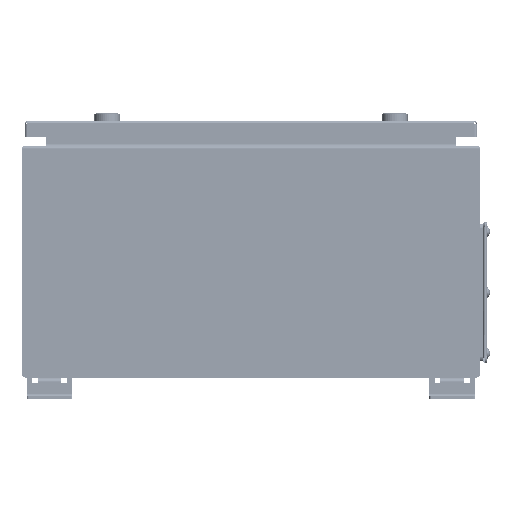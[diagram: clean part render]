
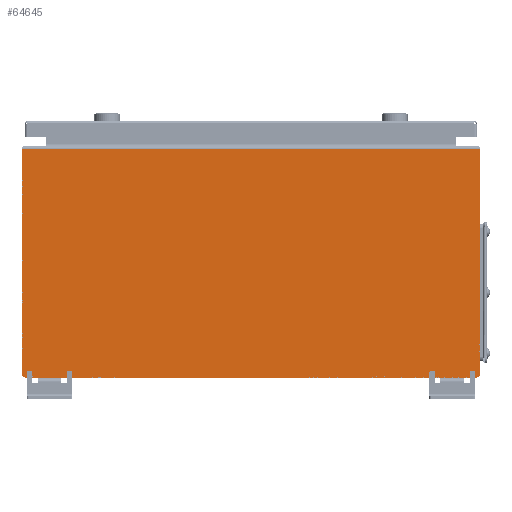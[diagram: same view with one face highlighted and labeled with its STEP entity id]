
A CAD part, left-side view. The second image highlights one B-rep face of the part: STEP entity #64645.
In plain terms, the highlighted planar face has unit normal (-1, 0, 0).
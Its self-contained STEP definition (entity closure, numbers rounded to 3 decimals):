
#531 = CARTESIAN_POINT ( 'NONE',  ( -1.5, -250., 126.5 ) ) ;
#3407 = CARTESIAN_POINT ( 'NONE',  ( -1.5, -247., -126.5 ) ) ;
#5745 = AXIS2_PLACEMENT_3D ( 'NONE', #65179, #35147, #25393 ) ;
#7329 = EDGE_CURVE ( 'NONE', #48989, #42451, #28706, .T. ) ;
#8614 = VECTOR ( 'NONE', #15932, 1000. ) ;
#9938 = VECTOR ( 'NONE', #60514, 1000. ) ;
#10284 = CARTESIAN_POINT ( 'NONE',  ( -1.5, -250., -123.5 ) ) ;
#10908 = LINE ( 'NONE', #20009, #9938 ) ;
#11142 = DIRECTION ( 'NONE',  ( 0., 0., 1. ) ) ;
#13532 = AXIS2_PLACEMENT_3D ( 'NONE', #45242, #62501, #11142 ) ;
#14964 = ORIENTED_EDGE ( 'NONE', *, *, #70918, .F. ) ;
#15932 = DIRECTION ( 'NONE',  ( 0., 0., 1. ) ) ;
#17030 = DIRECTION ( 'NONE',  ( 0., 0., -1. ) ) ;
#17507 = CARTESIAN_POINT ( 'NONE',  ( -1.5, 250., -123.5 ) ) ;
#17726 = DIRECTION ( 'NONE',  ( -1., 0., 0. ) ) ;
#19035 = LINE ( 'NONE', #21541, #8614 ) ;
#19429 = VERTEX_POINT ( 'NONE', #3407 ) ;
#20009 = CARTESIAN_POINT ( 'NONE',  ( -1.5, -250., -126.5 ) ) ;
#21541 = CARTESIAN_POINT ( 'NONE',  ( -1.5, 250., 126.5 ) ) ;
#22029 = CARTESIAN_POINT ( 'NONE',  ( -1.5, -250., 123.5 ) ) ;
#24446 = DIRECTION ( 'NONE',  ( 0., 0., 1. ) ) ;
#25393 = DIRECTION ( 'NONE',  ( 0., 0., 1. ) ) ;
#28706 = LINE ( 'NONE', #22029, #31692 ) ;
#28752 = CIRCLE ( 'NONE', #43110, 3. ) ;
#29835 = CARTESIAN_POINT ( 'NONE',  ( -1.5, -250., 123.5 ) ) ;
#31500 = ORIENTED_EDGE ( 'NONE', *, *, #7329, .T. ) ;
#31692 = VECTOR ( 'NONE', #61780, 1000. ) ;
#33035 = EDGE_CURVE ( 'NONE', #34074, #64668, #45840, .T. ) ;
#34074 = VERTEX_POINT ( 'NONE', #17507 ) ;
#34309 = VECTOR ( 'NONE', #17030, 1000. ) ;
#35147 = DIRECTION ( 'NONE',  ( -1., 0., 0. ) ) ;
#38543 = ORIENTED_EDGE ( 'NONE', *, *, #45487, .F. ) ;
#41882 = CARTESIAN_POINT ( 'NONE',  ( -1.5, 247., -126.5 ) ) ;
#42451 = VERTEX_POINT ( 'NONE', #57663 ) ;
#43110 = AXIS2_PLACEMENT_3D ( 'NONE', #58974, #17726, #24446 ) ;
#45242 = CARTESIAN_POINT ( 'NONE',  ( -1.5, 247., -123.5 ) ) ;
#45487 = EDGE_CURVE ( 'NONE', #19429, #64668, #10908, .T. ) ;
#45840 = CIRCLE ( 'NONE', #13532, 3. ) ;
#46624 = LINE ( 'NONE', #531, #34309 ) ;
#48989 = VERTEX_POINT ( 'NONE', #29835 ) ;
#50753 = EDGE_CURVE ( 'NONE', #48989, #64202, #46624, .T. ) ;
#57663 = CARTESIAN_POINT ( 'NONE',  ( -1.5, 250., 123.5 ) ) ;
#58974 = CARTESIAN_POINT ( 'NONE',  ( -1.5, -247., -123.5 ) ) ;
#59090 = ORIENTED_EDGE ( 'NONE', *, *, #33035, .T. ) ;
#60514 = DIRECTION ( 'NONE',  ( 0., 1., 0. ) ) ;
#61780 = DIRECTION ( 'NONE',  ( 0., 1., 0. ) ) ;
#62501 = DIRECTION ( 'NONE',  ( -1., 0., 0. ) ) ;
#64202 = VERTEX_POINT ( 'NONE', #10284 ) ;
#64294 = ORIENTED_EDGE ( 'NONE', *, *, #50753, .F. ) ;
#64645 = ADVANCED_FACE ( 'NONE', ( #70443 ), #69723, .T. ) ;
#64668 = VERTEX_POINT ( 'NONE', #41882 ) ;
#65179 = CARTESIAN_POINT ( 'NONE',  ( -1.5, 0., 0. ) ) ;
#68977 = EDGE_CURVE ( 'NONE', #19429, #64202, #28752, .T. ) ;
#69723 = PLANE ( 'NONE',  #5745 ) ;
#70037 = ORIENTED_EDGE ( 'NONE', *, *, #68977, .T. ) ;
#70443 = FACE_OUTER_BOUND ( 'NONE', #72674, .T. ) ;
#70918 = EDGE_CURVE ( 'NONE', #34074, #42451, #19035, .T. ) ;
#72674 = EDGE_LOOP ( 'NONE', ( #38543, #70037, #64294, #31500, #14964, #59090 ) ) ;
